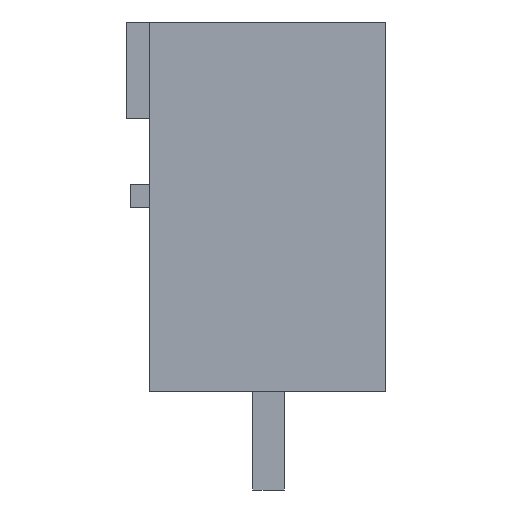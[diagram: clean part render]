
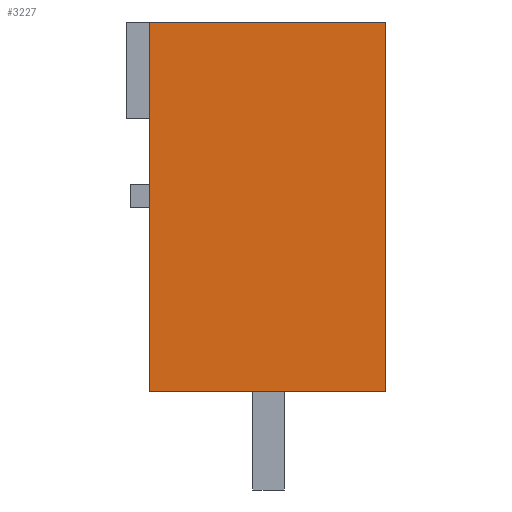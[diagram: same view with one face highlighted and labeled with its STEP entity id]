
A CAD part, left-side view. The second image highlights one B-rep face of the part: STEP entity #3227.
In plain terms, the highlighted planar face has unit normal (-1, 0, 0).
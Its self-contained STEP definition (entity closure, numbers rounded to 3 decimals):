
#3214=AXIS2_PLACEMENT_3D('Plane Axis2P3D',#3211,#3212,#3213) ;
#89=CARTESIAN_POINT('Vertex',(0.,0.,15.2)) ;
#124=CARTESIAN_POINT('Vertex',(0.,7.68,15.2)) ;
#127=CARTESIAN_POINT('Line Origine',(0.,3.84,15.2)) ;
#2039=CARTESIAN_POINT('Line Origine',(0.,0.,9.2)) ;
#2043=CARTESIAN_POINT('Vertex',(0.,0.,3.2)) ;
#2227=CARTESIAN_POINT('Vertex',(0.,7.68,3.2)) ;
#2230=CARTESIAN_POINT('Line Origine',(0.,7.68,9.2)) ;
#3211=CARTESIAN_POINT('Axis2P3D Location',(0.,-2.135,15.2)) ;
#3216=CARTESIAN_POINT('Line Origine',(0.,3.84,3.2)) ;
#128=DIRECTION('Vector Direction',(0.,1.,0.)) ;
#2040=DIRECTION('Vector Direction',(0.,0.,-1.)) ;
#2231=DIRECTION('Vector Direction',(0.,0.,-1.)) ;
#3212=DIRECTION('Axis2P3D Direction',(-1.,0.,0.)) ;
#3213=DIRECTION('Axis2P3D XDirection',(0.,1.,0.)) ;
#3217=DIRECTION('Vector Direction',(0.,1.,0.)) ;
#129=VECTOR('Line Direction',#128,1.) ;
#2041=VECTOR('Line Direction',#2040,1.) ;
#2232=VECTOR('Line Direction',#2231,1.) ;
#3218=VECTOR('Line Direction',#3217,1.) ;
#3222=ORIENTED_EDGE('',*,*,#131,.T.) ;
#3223=ORIENTED_EDGE('',*,*,#2234,.T.) ;
#3224=ORIENTED_EDGE('',*,*,#3220,.F.) ;
#3225=ORIENTED_EDGE('',*,*,#2045,.F.) ;
#3227=ADVANCED_FACE('Body',(#3226),#3215,.T.) ;
#131=EDGE_CURVE('',#90,#125,#130,.T.) ;
#2045=EDGE_CURVE('',#90,#2044,#2042,.T.) ;
#2234=EDGE_CURVE('',#125,#2228,#2233,.T.) ;
#3220=EDGE_CURVE('',#2044,#2228,#3219,.T.) ;
#3221=EDGE_LOOP('',(#3222,#3223,#3224,#3225)) ;
#3226=FACE_OUTER_BOUND('',#3221,.T.) ;
#130=LINE('Line',#127,#129) ;
#2042=LINE('Line',#2039,#2041) ;
#2233=LINE('Line',#2230,#2232) ;
#3219=LINE('Line',#3216,#3218) ;
#3215=PLANE('',#3214) ;
#90=VERTEX_POINT('',#89) ;
#125=VERTEX_POINT('',#124) ;
#2044=VERTEX_POINT('',#2043) ;
#2228=VERTEX_POINT('',#2227) ;
